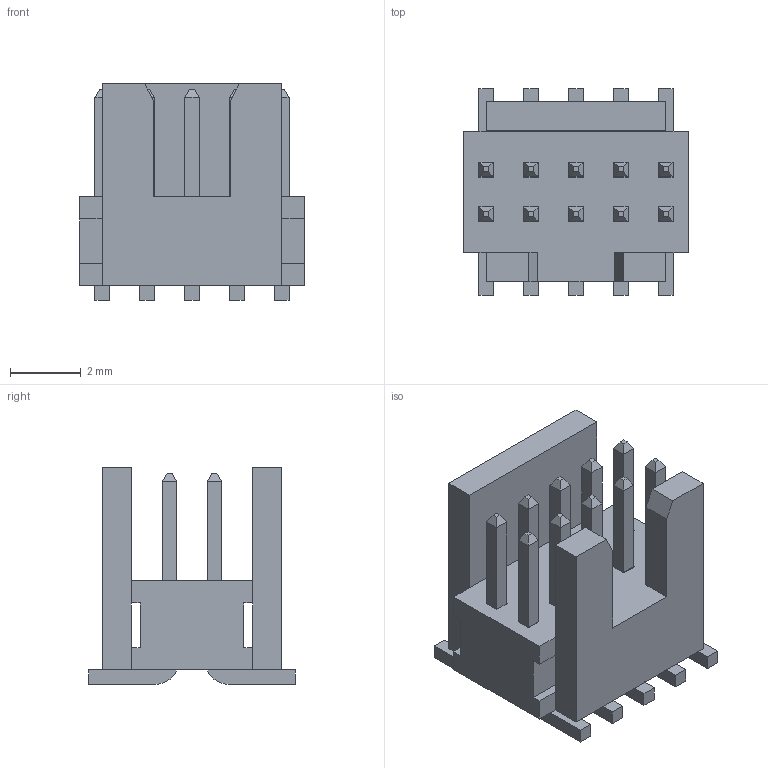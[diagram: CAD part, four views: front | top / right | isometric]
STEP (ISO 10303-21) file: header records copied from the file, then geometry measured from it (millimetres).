
FILE_DESCRIPTION (( 'STEP AP214' ), '1' );
FILE_NAME ('CONN-SMD_FTSH-105-01-L-DV-K-TR.step', '2022-08-01T07:20:01', ( '' ), ( '' ), 'SwSTEP 2.0', 'SolidWorks 2020', '' );
FILE_SCHEMA (( 'AUTOMOTIVE_DESIGN' ));
Length unit declared in the file: millimetre
Products named in the file (1): CONN-SMD_FTSH-105-01-L-DV-K-TR
Bounding box: 6.35 x 5.84 x 6.12 mm (x, y, z)
Volume: 113.1 mm3; surface area: 409.8 mm2
Topology: 16 solids, 16 shells, 542 faces, 1451 edges, 950 vertices
Faces by surface type: plane 420, bspline 112, cylinder 10
Entity records: 23990 total; most frequent: CARTESIAN_POINT 5048, ORIENTED_EDGE 2902, DIRECTION 2105, EDGE_CURVE 1451, VECTOR 1203, LINE 1203, VERTEX_POINT 950, EDGE_LOOP 575
